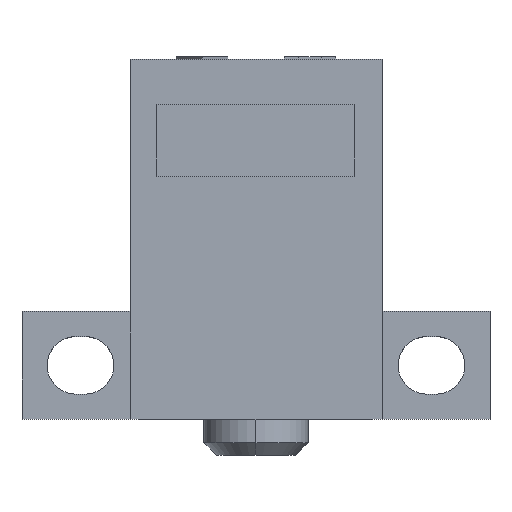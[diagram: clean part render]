
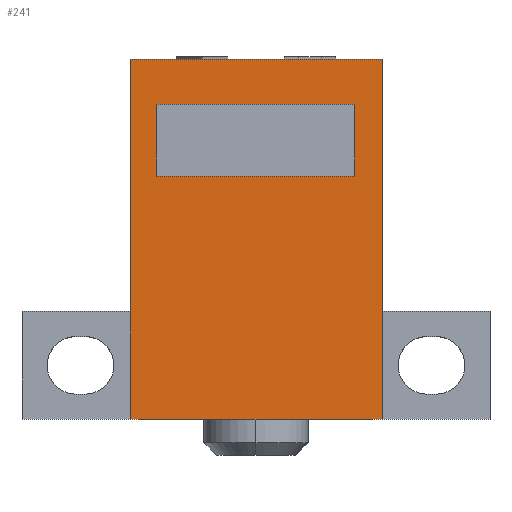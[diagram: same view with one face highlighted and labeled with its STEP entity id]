
A CAD part, top view. The second image highlights one B-rep face of the part: STEP entity #241.
In plain terms, the highlighted planar face has unit normal (0, 0, 1).
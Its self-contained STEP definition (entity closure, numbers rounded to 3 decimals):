
#241=ADVANCED_FACE('',(#517,#518),#381,.T.);
#381=PLANE('',#2842);
#517=FACE_BOUND('',#552,.T.);
#518=FACE_BOUND('',#553,.T.);
#552=EDGE_LOOP('',(#782,#783,#784,#785));
#553=EDGE_LOOP('',(#786,#787,#788,#789));
#782=ORIENTED_EDGE('',*,*,#1793,.F.);
#783=ORIENTED_EDGE('',*,*,#1794,.F.);
#784=ORIENTED_EDGE('',*,*,#1795,.T.);
#785=ORIENTED_EDGE('',*,*,#1796,.T.);
#786=ORIENTED_EDGE('',*,*,#1797,.T.);
#787=ORIENTED_EDGE('',*,*,#1798,.T.);
#788=ORIENTED_EDGE('',*,*,#1799,.T.);
#789=ORIENTED_EDGE('',*,*,#1779,.T.);
#1525=VERTEX_POINT('',#3768);
#1526=VERTEX_POINT('',#3770);
#1538=VERTEX_POINT('',#3798);
#1539=VERTEX_POINT('',#3799);
#1540=VERTEX_POINT('',#3801);
#1541=VERTEX_POINT('',#3803);
#1542=VERTEX_POINT('',#3806);
#1543=VERTEX_POINT('',#3808);
#1779=EDGE_CURVE('',#1526,#1525,#2155,.T.);
#1793=EDGE_CURVE('',#1538,#1539,#2169,.T.);
#1794=EDGE_CURVE('',#1540,#1538,#2170,.T.);
#1795=EDGE_CURVE('',#1540,#1541,#2171,.T.);
#1796=EDGE_CURVE('',#1541,#1539,#2172,.T.);
#1797=EDGE_CURVE('',#1525,#1542,#2173,.T.);
#1798=EDGE_CURVE('',#1542,#1543,#2174,.T.);
#1799=EDGE_CURVE('',#1543,#1526,#2175,.T.);
#2155=LINE('',#3769,#2514);
#2169=LINE('',#3797,#2528);
#2170=LINE('',#3800,#2529);
#2171=LINE('',#3802,#2530);
#2172=LINE('',#3804,#2531);
#2173=LINE('',#3805,#2532);
#2174=LINE('',#3807,#2533);
#2175=LINE('',#3809,#2534);
#2514=VECTOR('',#3049,1.);
#2528=VECTOR('',#3067,1.);
#2529=VECTOR('',#3068,1.);
#2530=VECTOR('',#3069,1.);
#2531=VECTOR('',#3070,1.);
#2532=VECTOR('',#3071,1.);
#2533=VECTOR('',#3072,1.);
#2534=VECTOR('',#3073,1.);
#2842=AXIS2_PLACEMENT_3D('',#3810,#3074,#3075);
#3049=DIRECTION('',(-1.,0.,0.));
#3067=DIRECTION('',(-1.,0.,0.));
#3068=DIRECTION('',(0.,1.,0.));
#3069=DIRECTION('',(-1.,0.,0.));
#3070=DIRECTION('',(0.,1.,0.));
#3071=DIRECTION('',(0.,-1.,0.));
#3072=DIRECTION('',(1.,0.,0.));
#3073=DIRECTION('',(0.,1.,0.));
#3074=DIRECTION('',(0.,0.,1.));
#3075=DIRECTION('',(1.,0.,0.));
#3768=CARTESIAN_POINT('',(3.,17.,7.));
#3769=CARTESIAN_POINT('',(3.,17.,7.));
#3770=CARTESIAN_POINT('',(17.,17.,7.));
#3797=CARTESIAN_POINT('',(3.,14.5,7.));
#3798=CARTESIAN_POINT('',(15.5,14.5,7.));
#3799=CARTESIAN_POINT('',(4.5,14.5,7.));
#3800=CARTESIAN_POINT('',(15.5,17.,7.));
#3801=CARTESIAN_POINT('',(15.5,10.5,7.));
#3802=CARTESIAN_POINT('',(3.,10.5,7.));
#3803=CARTESIAN_POINT('',(4.5,10.5,7.));
#3804=CARTESIAN_POINT('',(4.5,17.,7.));
#3805=CARTESIAN_POINT('',(3.,17.,7.));
#3806=CARTESIAN_POINT('',(3.,-3.,7.));
#3807=CARTESIAN_POINT('',(3.,-3.,7.));
#3808=CARTESIAN_POINT('',(17.,-3.,7.));
#3809=CARTESIAN_POINT('',(17.,17.,7.));
#3810=CARTESIAN_POINT('',(3.,17.,7.));
